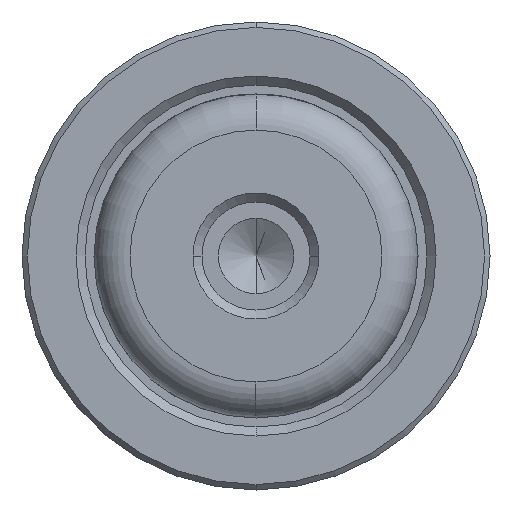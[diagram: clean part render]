
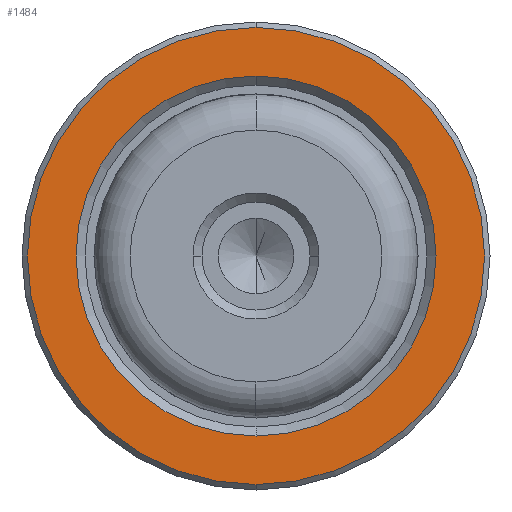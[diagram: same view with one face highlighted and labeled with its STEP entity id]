
A CAD part, left-side view. The second image highlights one B-rep face of the part: STEP entity #1484.
In plain terms, the highlighted planar face has unit normal (-1, 0, 0).
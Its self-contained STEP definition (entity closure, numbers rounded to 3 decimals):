
#62 = CARTESIAN_POINT ( 'NONE',  ( 20., 0., 0. ) ) ;
#90 = CIRCLE ( 'NONE', #561, 12.7 ) ;
#121 = CIRCLE ( 'NONE', #1814, 10. ) ;
#195 = DIRECTION ( 'NONE',  ( -1., 0., 0. ) ) ;
#202 = CARTESIAN_POINT ( 'NONE',  ( 20., 0., 12.7 ) ) ;
#249 = DIRECTION ( 'NONE',  ( 0., 0., -1. ) ) ;
#488 = EDGE_CURVE ( 'NONE', #1492, #1514, #90, .T. ) ;
#525 = CARTESIAN_POINT ( 'NONE',  ( 20., 0., -10. ) ) ;
#561 = AXIS2_PLACEMENT_3D ( 'NONE', #1079, #2337, #1398 ) ;
#641 = DIRECTION ( 'NONE',  ( 1., 0., 0. ) ) ;
#697 = EDGE_CURVE ( 'NONE', #1602, #1166, #121, .T. ) ;
#773 = DIRECTION ( 'NONE',  ( -1., 0., 0. ) ) ;
#775 = CIRCLE ( 'NONE', #2032, 10. ) ;
#793 = FACE_OUTER_BOUND ( 'NONE', #1110, .T. ) ;
#836 = AXIS2_PLACEMENT_3D ( 'NONE', #1326, #195, #1499 ) ;
#965 = ORIENTED_EDGE ( 'NONE', *, *, #2034, .T. ) ;
#1076 = FACE_BOUND ( 'NONE', #1909, .T. ) ;
#1079 = CARTESIAN_POINT ( 'NONE',  ( 20., 0., 0. ) ) ;
#1110 = EDGE_LOOP ( 'NONE', ( #1305, #1442 ) ) ;
#1142 = PLANE ( 'NONE',  #2004 ) ;
#1149 = CARTESIAN_POINT ( 'NONE',  ( 20., 0., -12.7 ) ) ;
#1166 = VERTEX_POINT ( 'NONE', #1719 ) ;
#1283 = ORIENTED_EDGE ( 'NONE', *, *, #697, .T. ) ;
#1305 = ORIENTED_EDGE ( 'NONE', *, *, #1954, .T. ) ;
#1326 = CARTESIAN_POINT ( 'NONE',  ( 20., 0., 0. ) ) ;
#1371 = DIRECTION ( 'NONE',  ( 1., 0., 0. ) ) ;
#1398 = DIRECTION ( 'NONE',  ( 0., 0., 1. ) ) ;
#1442 = ORIENTED_EDGE ( 'NONE', *, *, #488, .T. ) ;
#1484 = ADVANCED_FACE ( 'NONE', ( #793, #1076 ), #1142, .T. ) ;
#1492 = VERTEX_POINT ( 'NONE', #202 ) ;
#1499 = DIRECTION ( 'NONE',  ( 0., 0., 1. ) ) ;
#1502 = CARTESIAN_POINT ( 'NONE',  ( 20., -9., 0. ) ) ;
#1514 = VERTEX_POINT ( 'NONE', #1149 ) ;
#1571 = CIRCLE ( 'NONE', #836, 12.7 ) ;
#1602 = VERTEX_POINT ( 'NONE', #525 ) ;
#1719 = CARTESIAN_POINT ( 'NONE',  ( 20., 0., 10. ) ) ;
#1737 = CARTESIAN_POINT ( 'NONE',  ( 20., 0., 0. ) ) ;
#1814 = AXIS2_PLACEMENT_3D ( 'NONE', #1737, #641, #1910 ) ;
#1909 = EDGE_LOOP ( 'NONE', ( #965, #1283 ) ) ;
#1910 = DIRECTION ( 'NONE',  ( 0., 0., -1. ) ) ;
#1954 = EDGE_CURVE ( 'NONE', #1514, #1492, #1571, .T. ) ;
#2004 = AXIS2_PLACEMENT_3D ( 'NONE', #1502, #773, #2036 ) ;
#2032 = AXIS2_PLACEMENT_3D ( 'NONE', #62, #1371, #249 ) ;
#2034 = EDGE_CURVE ( 'NONE', #1166, #1602, #775, .T. ) ;
#2036 = DIRECTION ( 'NONE',  ( 0., 0., 1. ) ) ;
#2337 = DIRECTION ( 'NONE',  ( -1., 0., 0. ) ) ;
